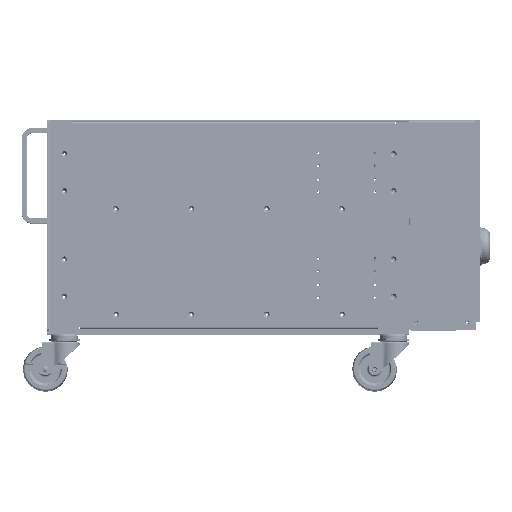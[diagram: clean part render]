
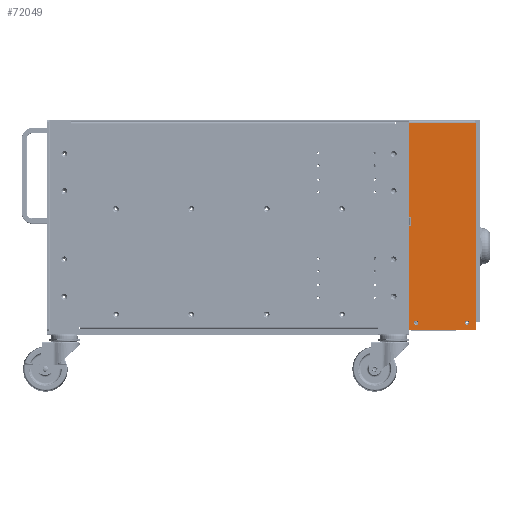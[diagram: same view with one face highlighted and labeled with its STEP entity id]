
A CAD part, top view. The second image highlights one B-rep face of the part: STEP entity #72049.
In plain terms, the highlighted planar face has unit normal (0, 0, 1).
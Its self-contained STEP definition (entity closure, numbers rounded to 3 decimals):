
#3851=FACE_BOUND('',#14149,.T.);
#3852=FACE_BOUND('',#14150,.T.);
#5815=PLANE('',#80770);
#9048=FACE_OUTER_BOUND('',#14148,.T.);
#14148=EDGE_LOOP('',(#64400,#64401,#64402,#64403,#64404,#64405,#64406,#64407,
#64408,#64409,#64410,#64411,#64412));
#14149=EDGE_LOOP('',(#64413,#64414));
#14150=EDGE_LOOP('',(#64415,#64416));
#19853=LINE('',#128015,#25542);
#19868=LINE('',#128051,#25557);
#19871=LINE('',#128058,#25560);
#19875=LINE('',#128065,#25564);
#19877=LINE('',#128069,#25566);
#19878=LINE('',#128071,#25567);
#19879=LINE('',#128073,#25568);
#19880=LINE('',#128075,#25569);
#19881=LINE('',#128077,#25570);
#19882=LINE('',#128079,#25571);
#19883=LINE('',#128081,#25572);
#19884=LINE('',#128083,#25573);
#19885=LINE('',#128084,#25574);
#25542=VECTOR('',#100205,0.394);
#25557=VECTOR('',#100244,0.394);
#25560=VECTOR('',#100249,0.394);
#25564=VECTOR('',#100255,0.394);
#25566=VECTOR('',#100259,0.394);
#25567=VECTOR('',#100260,0.394);
#25568=VECTOR('',#100261,0.394);
#25569=VECTOR('',#100262,0.394);
#25570=VECTOR('',#100263,0.394);
#25571=VECTOR('',#100264,0.394);
#25572=VECTOR('',#100265,0.394);
#25573=VECTOR('',#100266,0.394);
#25574=VECTOR('',#100267,0.394);
#29765=CIRCLE('',#80771,0.145);
#29766=CIRCLE('',#80772,0.145);
#29767=CIRCLE('',#80773,0.145);
#29768=CIRCLE('',#80774,0.145);
#36167=VERTEX_POINT('',#128012);
#36168=VERTEX_POINT('',#128014);
#36177=VERTEX_POINT('',#128050);
#36179=VERTEX_POINT('',#128056);
#36180=VERTEX_POINT('',#128057);
#36183=VERTEX_POINT('',#128068);
#36184=VERTEX_POINT('',#128070);
#36185=VERTEX_POINT('',#128072);
#36186=VERTEX_POINT('',#128074);
#36187=VERTEX_POINT('',#128076);
#36188=VERTEX_POINT('',#128078);
#36189=VERTEX_POINT('',#128080);
#36190=VERTEX_POINT('',#128082);
#36191=VERTEX_POINT('',#128085);
#36192=VERTEX_POINT('',#128086);
#36193=VERTEX_POINT('',#128089);
#36194=VERTEX_POINT('',#128090);
#45755=EDGE_CURVE('',#36168,#36167,#19853,.T.);
#45773=EDGE_CURVE('',#36177,#36168,#19868,.T.);
#45776=EDGE_CURVE('',#36179,#36180,#19871,.T.);
#45780=EDGE_CURVE('',#36180,#36177,#19875,.T.);
#45782=EDGE_CURVE('',#36167,#36183,#19877,.T.);
#45783=EDGE_CURVE('',#36183,#36184,#19878,.T.);
#45784=EDGE_CURVE('',#36184,#36185,#19879,.T.);
#45785=EDGE_CURVE('',#36186,#36185,#19880,.T.);
#45786=EDGE_CURVE('',#36187,#36186,#19881,.T.);
#45787=EDGE_CURVE('',#36188,#36187,#19882,.T.);
#45788=EDGE_CURVE('',#36188,#36189,#19883,.T.);
#45789=EDGE_CURVE('',#36189,#36190,#19884,.T.);
#45790=EDGE_CURVE('',#36179,#36190,#19885,.T.);
#45791=EDGE_CURVE('',#36191,#36192,#29765,.T.);
#45792=EDGE_CURVE('',#36192,#36191,#29766,.T.);
#45793=EDGE_CURVE('',#36193,#36194,#29767,.T.);
#45794=EDGE_CURVE('',#36194,#36193,#29768,.T.);
#64400=ORIENTED_EDGE('',*,*,#45776,.T.);
#64401=ORIENTED_EDGE('',*,*,#45780,.T.);
#64402=ORIENTED_EDGE('',*,*,#45773,.T.);
#64403=ORIENTED_EDGE('',*,*,#45755,.T.);
#64404=ORIENTED_EDGE('',*,*,#45782,.T.);
#64405=ORIENTED_EDGE('',*,*,#45783,.T.);
#64406=ORIENTED_EDGE('',*,*,#45784,.T.);
#64407=ORIENTED_EDGE('',*,*,#45785,.F.);
#64408=ORIENTED_EDGE('',*,*,#45786,.F.);
#64409=ORIENTED_EDGE('',*,*,#45787,.F.);
#64410=ORIENTED_EDGE('',*,*,#45788,.T.);
#64411=ORIENTED_EDGE('',*,*,#45789,.T.);
#64412=ORIENTED_EDGE('',*,*,#45790,.F.);
#64413=ORIENTED_EDGE('',*,*,#45791,.T.);
#64414=ORIENTED_EDGE('',*,*,#45792,.T.);
#64415=ORIENTED_EDGE('',*,*,#45793,.T.);
#64416=ORIENTED_EDGE('',*,*,#45794,.T.);
#72049=ADVANCED_FACE('',(#9048,#3851,#3852),#5815,.T.);
#80770=AXIS2_PLACEMENT_3D('',#128067,#100257,#100258);
#80771=AXIS2_PLACEMENT_3D('',#128087,#100268,#100269);
#80772=AXIS2_PLACEMENT_3D('',#128088,#100270,#100271);
#80773=AXIS2_PLACEMENT_3D('',#128091,#100272,#100273);
#80774=AXIS2_PLACEMENT_3D('',#128092,#100274,#100275);
#100205=DIRECTION('',(0.,-1.,0.));
#100244=DIRECTION('',(-1.,0.,0.));
#100249=DIRECTION('',(1.,0.,0.));
#100255=DIRECTION('',(0.,-1.,0.));
#100257=DIRECTION('center_axis',(0.,0.,1.));
#100258=DIRECTION('ref_axis',(1.,0.,0.));
#100259=DIRECTION('',(1.,0.,0.));
#100260=DIRECTION('',(0.,-1.,0.));
#100261=DIRECTION('',(-1.,0.,0.));
#100262=DIRECTION('',(0.,1.,0.));
#100263=DIRECTION('',(-1.,0.,0.));
#100264=DIRECTION('',(0.,-1.,0.));
#100265=DIRECTION('',(-1.,0.,0.));
#100266=DIRECTION('',(-1.,0.,0.));
#100267=DIRECTION('',(0.,1.,0.));
#100268=DIRECTION('center_axis',(0.,0.,-1.));
#100269=DIRECTION('ref_axis',(1.,0.,0.));
#100270=DIRECTION('center_axis',(0.,0.,-1.));
#100271=DIRECTION('ref_axis',(1.,0.,0.));
#100272=DIRECTION('center_axis',(0.,0.,-1.));
#100273=DIRECTION('ref_axis',(1.,0.,0.));
#100274=DIRECTION('center_axis',(0.,0.,-1.));
#100275=DIRECTION('ref_axis',(1.,0.,0.));
#128012=CARTESIAN_POINT('',(0.648,-7.455,0.));
#128014=CARTESIAN_POINT('',(0.648,-6.955,0.));
#128015=CARTESIAN_POINT('',(0.648,-7.213,0.));
#128050=CARTESIAN_POINT('',(0.688,-6.955,0.));
#128051=CARTESIAN_POINT('',(1.719,-6.955,0.));
#128056=CARTESIAN_POINT('',(0.5,-6.893,0.));
#128057=CARTESIAN_POINT('',(0.688,-6.893,0.));
#128058=CARTESIAN_POINT('',(1.625,-6.893,0.));
#128065=CARTESIAN_POINT('',(0.688,-7.182,0.));
#128067=CARTESIAN_POINT('Origin',(2.75,-7.471,0.));
#128068=CARTESIAN_POINT('',(0.688,-7.455,0.));
#128069=CARTESIAN_POINT('',(1.625,-7.455,0.));
#128070=CARTESIAN_POINT('',(0.688,-7.518,0.));
#128071=CARTESIAN_POINT('',(0.688,-7.463,0.));
#128072=CARTESIAN_POINT('',(0.5,-7.518,0.));
#128073=CARTESIAN_POINT('',(1.719,-7.518,0.));
#128074=CARTESIAN_POINT('',(0.5,-14.441,0.));
#128075=CARTESIAN_POINT('',(0.5,-14.441,0.));
#128076=CARTESIAN_POINT('',(5.,-14.441,0.));
#128077=CARTESIAN_POINT('',(5.,-14.441,0.));
#128078=CARTESIAN_POINT('',(5.,-0.648,0.));
#128079=CARTESIAN_POINT('',(5.,-0.5,0.));
#128080=CARTESIAN_POINT('',(4.91,-0.648,0.));
#128081=CARTESIAN_POINT('',(3.875,-0.648,0.));
#128082=CARTESIAN_POINT('',(0.5,-0.648,0.));
#128083=CARTESIAN_POINT('',(3.875,-0.648,0.));
#128084=CARTESIAN_POINT('',(0.5,-14.441,0.));
#128085=CARTESIAN_POINT('',(4.519,-13.941,0.));
#128086=CARTESIAN_POINT('',(4.23,-13.941,0.));
#128087=CARTESIAN_POINT('Origin',(4.375,-13.941,0.));
#128088=CARTESIAN_POINT('Origin',(4.375,-13.941,0.));
#128089=CARTESIAN_POINT('',(1.144,-13.941,0.));
#128090=CARTESIAN_POINT('',(0.855,-13.941,0.));
#128091=CARTESIAN_POINT('Origin',(1.,-13.941,0.));
#128092=CARTESIAN_POINT('Origin',(1.,-13.941,0.));
